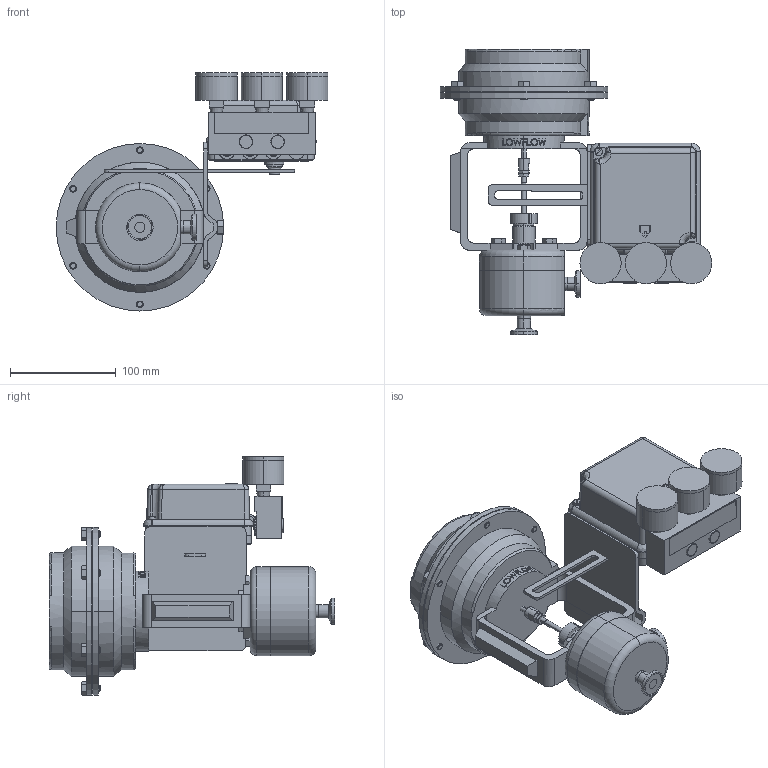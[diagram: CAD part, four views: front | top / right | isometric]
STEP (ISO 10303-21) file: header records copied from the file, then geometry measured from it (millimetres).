
FILE_DESCRIPTION (( 'STEP AP203' ), '1' );
FILE_NAME ('978SP-050-LF-JD-14M-16PP.STEP', '2017-06-20T18:04:45', ( '' ), ( '' ), 'SwSTEP 2.0', 'SolidWorks 2014', '' );
FILE_SCHEMA (( 'CONFIG_CONTROL_DESIGN' ));
Length unit declared in the file: inch
Products named in the file (2): 978SP-050-LF-JD-14M-16PP
Bounding box: 257.48 x 270.76 x 225.72 mm (x, y, z)
Volume: 2232826.6 mm3; surface area: 457781.1 mm2
Topology: 61 solids, 61 shells, 2254 faces, 5582 edges, 3471 vertices
Faces by surface type: plane 781, cylinder 556, cone 541, bspline 345, torus 29, sphere 2
Entity records: 93593 total; most frequent: CARTESIAN_POINT 42877, ORIENTED_EDGE 11064, DIRECTION 9830, EDGE_CURVE 5532, AXIS2_PLACEMENT_3D 3759, VERTEX_POINT 3470, EDGE_LOOP 2402, VECTOR 2312
